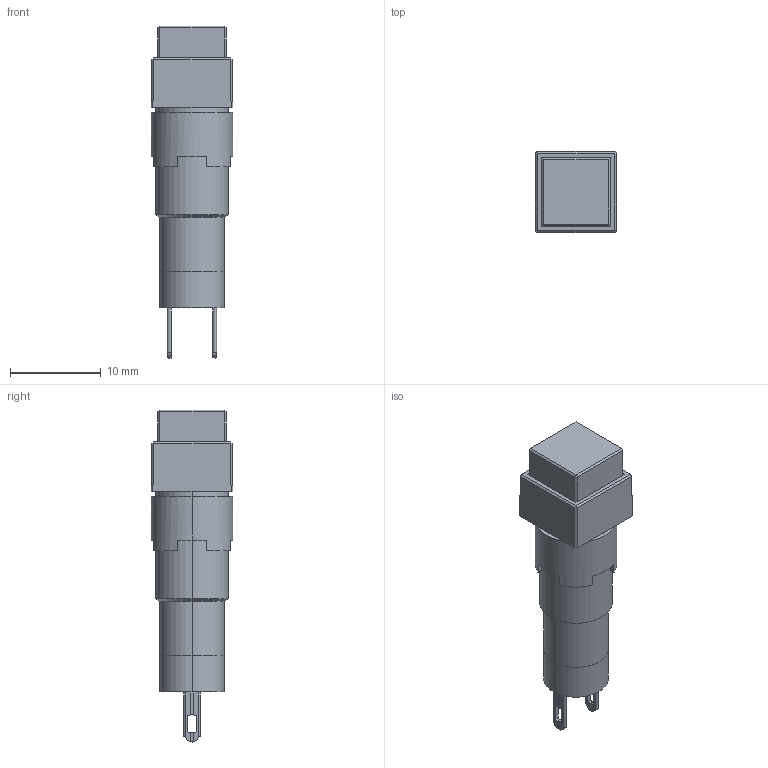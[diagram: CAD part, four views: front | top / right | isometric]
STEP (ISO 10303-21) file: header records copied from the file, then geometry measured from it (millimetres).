
FILE_DESCRIPTION (( 'STEP AP214' ), '1' );
FILE_NAME ('05_AL8Q-P1$.STEP', '2020-10-23T08:15:41', ( 'IDEC' ), ( 'IDEC' ), 'SwSTEP 2.0', 'SolidWorks 2019', '' );
FILE_SCHEMA (( 'AUTOMOTIVE_DESIGN' ));
Length unit declared in the file: millimetre
Products named in the file (4): A8-P-BASE; A8-LOCK-NUT; A8-BODY-Q; 05_AL8Q-P1$
Assembly tree (3 placements, depth 2):
  05_AL8Q-P1$
    A8-BODY-Q
    A8-P-BASE
    A8-LOCK-NUT
Bounding box: 9 x 9 x 36.5 mm (x, y, z)
Volume: 1697.3 mm3; surface area: 1491.7 mm2
Topology: 3 solids, 3 shells, 119 faces, 305 edges, 194 vertices
Faces by surface type: plane 86, cylinder 31, cone 2
Entity records: 3783 total; most frequent: CARTESIAN_POINT 704, DIRECTION 613, ORIENTED_EDGE 610, EDGE_CURVE 305, VECTOR 215, LINE 215, AXIS2_PLACEMENT_3D 199, VERTEX_POINT 194
